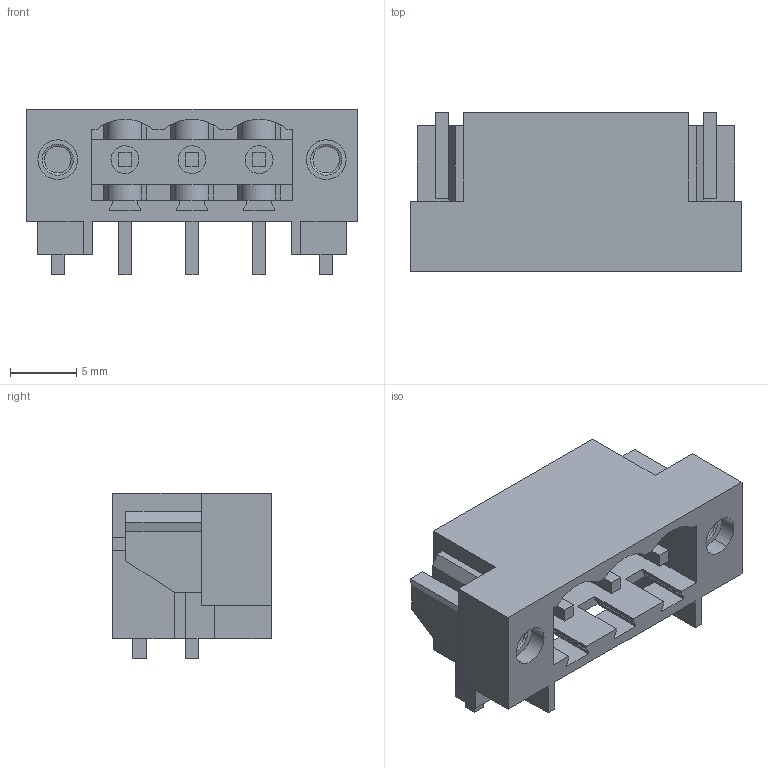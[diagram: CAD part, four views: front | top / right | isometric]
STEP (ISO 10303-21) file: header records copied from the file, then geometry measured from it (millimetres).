
FILE_DESCRIPTION(('CATIA V5 STEP Exchange','CAx-IF Rec.Pracs.--- Model Styling and Organization---1.4--- 2014-01-23'),'2;1');
FILE_NAME ('D1458225_1_1876930000_1876930000.stp','2023-05-10T07:10:21+00:00',('none'),('Weidmueller'),'CATIA Version 5-6 Release 2016 SP3 HF44','CATIA V5 STEP AP214','none');
FILE_SCHEMA(('AUTOMOTIVE_DESIGN { 1 0 10303 214 1 1 1 1 }'));
Length unit declared in the file: millimetre
Products named in the file (1): 1876930000
Bounding box: 25.04 x 12 x 12.5 mm (x, y, z)
Volume: 1257.7 mm3; surface area: 2741.1 mm2
Topology: 8 solids, 8 shells, 305 faces, 879 edges, 582 vertices
Faces by surface type: plane 254, cylinder 43, cone 8
Entity records: 9641 total; most frequent: CARTESIAN_POINT 1874, ORIENTED_EDGE 1758, DIRECTION 1333, EDGE_CURVE 879, VECTOR 761, LINE 761, VERTEX_POINT 582, AXIS2_PLACEMENT_3D 336
